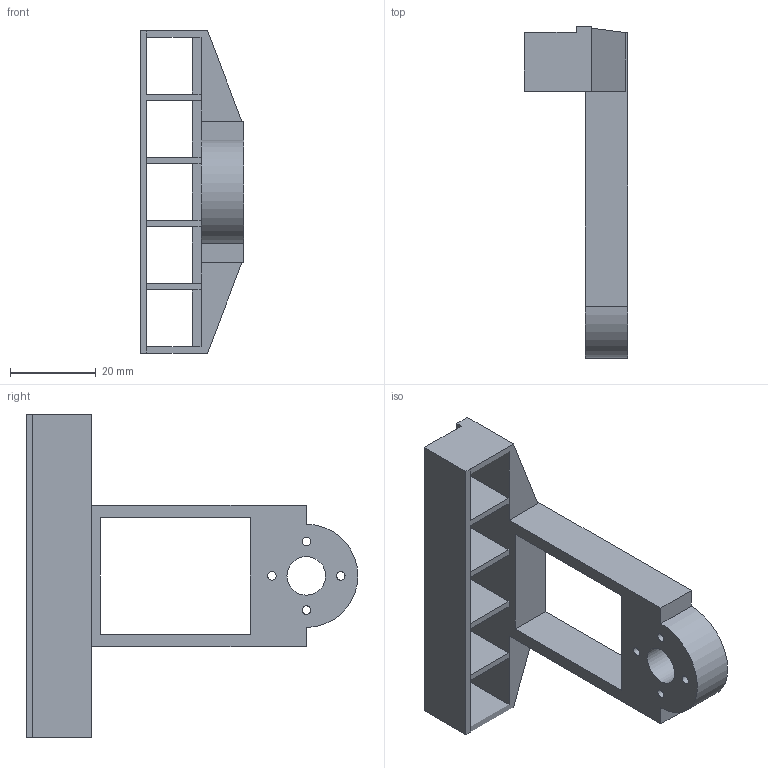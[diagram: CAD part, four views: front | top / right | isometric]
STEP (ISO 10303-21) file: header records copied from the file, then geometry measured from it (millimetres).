
FILE_DESCRIPTION(/* description */ (''),/* implementation_level */ '2;1');
FILE_NAME(/* name */ 'magnet-holder.step',/* time_stamp */ '2016-05-20T22:22:38-04:00',/* author */ (''),/* organization */ (''),/* preprocessor_version */ 'ST-DEVELOPER v16.5',/* originating_system */ 'Autodesk Translation Framework v5.0.0.3310',/* authorisation */ '');
FILE_SCHEMA (('AUTOMOTIVE_DESIGN { 1 0 10303 214 3 1 1 }'));
Length unit declared in the file: centimetre
Products named in the file (1): bracket-4 v4
Bounding box: 24.2 x 77.2 x 75 mm (x, y, z)
Volume: 19980.7 mm3; surface area: 12734.5 mm2
Topology: 1 solids, 1 shells, 60 faces, 190 edges, 122 vertices
Faces by surface type: plane 54, cylinder 6
Full cylindrical faces by diameter (mm): 2 x4, 9 x1
Entity records: 2104 total; most frequent: ORIENTED_EDGE 370, CARTESIAN_POINT 368, DIRECTION 319, EDGE_CURVE 185, LINE 173, VECTOR 173, VERTEX_POINT 122, EDGE_LOOP 77
